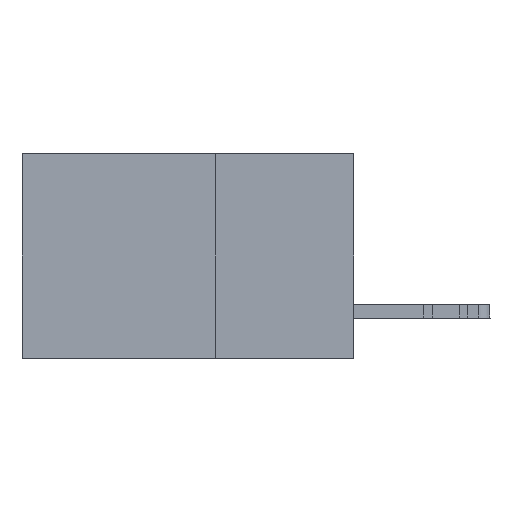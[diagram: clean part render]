
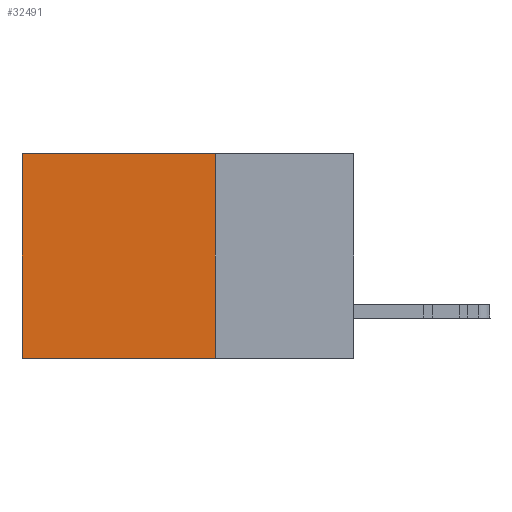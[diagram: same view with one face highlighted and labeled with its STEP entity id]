
A CAD part, left-side view. The second image highlights one B-rep face of the part: STEP entity #32491.
In plain terms, the highlighted planar face has unit normal (-1, 0, 0).
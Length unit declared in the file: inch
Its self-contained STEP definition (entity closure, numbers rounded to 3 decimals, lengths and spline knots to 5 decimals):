
#1115 = CARTESIAN_POINT ( 'NONE',  ( 0.2875, 0.6, 0. ) ) ;
#1254 = DIRECTION ( 'NONE',  ( 1., 0., 0. ) ) ;
#4986 = VERTEX_POINT ( 'NONE', #14207 ) ;
#6683 = EDGE_CURVE ( 'NONE', #4986, #31905, #38840, .T. ) ;
#9437 = LINE ( 'NONE', #26923, #42123 ) ;
#9632 = ORIENTED_EDGE ( 'NONE', *, *, #26991, .T. ) ;
#11981 = DIRECTION ( 'NONE',  ( 0., 0., -1. ) ) ;
#14207 = CARTESIAN_POINT ( 'NONE',  ( 0.2875, 0.25, 0. ) ) ;
#16143 = VECTOR ( 'NONE', #30992, 39.37008 ) ;
#17523 = ORIENTED_EDGE ( 'NONE', *, *, #31407, .T. ) ;
#18518 = PLANE ( 'NONE',  #31311 ) ;
#18850 = CARTESIAN_POINT ( 'NONE',  ( 0.2875, 0.6, 0. ) ) ;
#19876 = FACE_OUTER_BOUND ( 'NONE', #42731, .T. ) ;
#24243 = CARTESIAN_POINT ( 'NONE',  ( 0.2875, 0.25, 0. ) ) ;
#24795 = VERTEX_POINT ( 'NONE', #1115 ) ;
#25169 = CARTESIAN_POINT ( 'NONE',  ( 0.2875, 0.6, -0.37 ) ) ;
#25524 = ORIENTED_EDGE ( 'NONE', *, *, #6683, .F. ) ;
#26923 = CARTESIAN_POINT ( 'NONE',  ( 0.2875, 0.25, -0.37 ) ) ;
#26991 = EDGE_CURVE ( 'NONE', #24795, #31149, #31063, .T. ) ;
#28300 = CARTESIAN_POINT ( 'NONE',  ( 0.2875, 0.25, 0. ) ) ;
#28424 = VECTOR ( 'NONE', #36792, 39.37008 ) ;
#30992 = DIRECTION ( 'NONE',  ( 0., 1., 0. ) ) ;
#31063 = LINE ( 'NONE', #18850, #35899 ) ;
#31149 = VERTEX_POINT ( 'NONE', #25169 ) ;
#31311 = AXIS2_PLACEMENT_3D ( 'NONE', #28300, #1254, #11981 ) ;
#31407 = EDGE_CURVE ( 'NONE', #4986, #24795, #41737, .T. ) ;
#31905 = VERTEX_POINT ( 'NONE', #34332 ) ;
#32491 = ADVANCED_FACE ( 'NONE', ( #19876 ), #18518, .F. ) ;
#33717 = CARTESIAN_POINT ( 'NONE',  ( 0.2875, 0.25, 0. ) ) ;
#34332 = CARTESIAN_POINT ( 'NONE',  ( 0.2875, 0.25, -0.37 ) ) ;
#35899 = VECTOR ( 'NONE', #43358, 39.37008 ) ;
#36792 = DIRECTION ( 'NONE',  ( 0., 0., -1. ) ) ;
#37319 = EDGE_CURVE ( 'NONE', #31905, #31149, #9437, .T. ) ;
#38072 = DIRECTION ( 'NONE',  ( 0., 1., 0. ) ) ;
#38840 = LINE ( 'NONE', #33717, #28424 ) ;
#41328 = ORIENTED_EDGE ( 'NONE', *, *, #37319, .F. ) ;
#41737 = LINE ( 'NONE', #24243, #16143 ) ;
#42123 = VECTOR ( 'NONE', #38072, 39.37008 ) ;
#42731 = EDGE_LOOP ( 'NONE', ( #9632, #41328, #25524, #17523 ) ) ;
#43358 = DIRECTION ( 'NONE',  ( 0., 0., -1. ) ) ;
